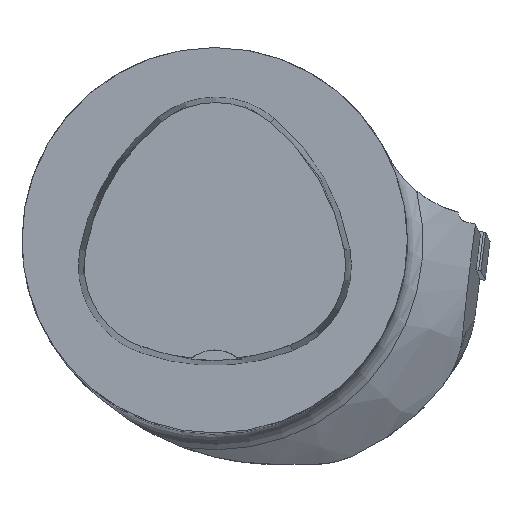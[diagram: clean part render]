
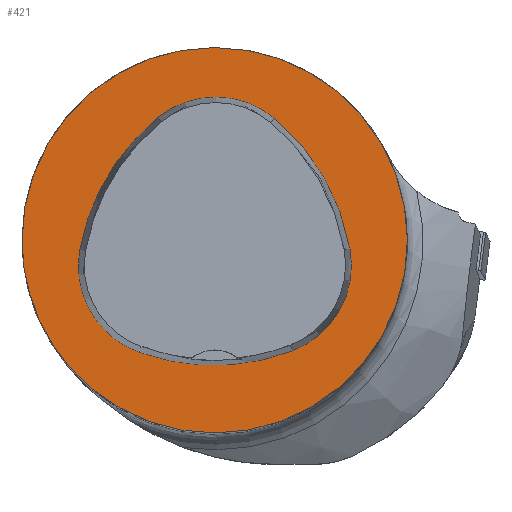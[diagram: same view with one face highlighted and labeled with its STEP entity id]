
A CAD part, top view. The second image highlights one B-rep face of the part: STEP entity #421.
In plain terms, the highlighted planar face has unit normal (0, 0, 1).
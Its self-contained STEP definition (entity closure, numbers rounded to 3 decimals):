
#112=FACE_BOUND('',#578,.T.);
#113=FACE_BOUND('',#579,.T.);
#165=PLANE('',#1563);
#421=ADVANCED_FACE('',(#112,#113),#165,.T.);
#578=EDGE_LOOP('',(#941,#942,#943,#944,#945,#946));
#579=EDGE_LOOP('',(#947));
#629=CIRCLE('',#1508,31.5);
#636=CIRCLE('',#1541,36.);
#638=CIRCLE('',#1544,15.);
#640=CIRCLE('',#1547,36.);
#642=CIRCLE('',#1550,15.);
#646=CIRCLE('',#1555,36.);
#648=CIRCLE('',#1558,15.);
#941=ORIENTED_EDGE('',*,*,#1313,.T.);
#942=ORIENTED_EDGE('',*,*,#1293,.T.);
#943=ORIENTED_EDGE('',*,*,#1297,.T.);
#944=ORIENTED_EDGE('',*,*,#1300,.T.);
#945=ORIENTED_EDGE('',*,*,#1303,.T.);
#946=ORIENTED_EDGE('',*,*,#1311,.T.);
#947=ORIENTED_EDGE('',*,*,#1256,.F.);
#1109=VERTEX_POINT('',#2354);
#1129=VERTEX_POINT('',#2460);
#1130=VERTEX_POINT('',#2461);
#1133=VERTEX_POINT('',#2469);
#1135=VERTEX_POINT('',#2475);
#1137=VERTEX_POINT('',#2481);
#1144=VERTEX_POINT('',#2502);
#1256=EDGE_CURVE('',#1109,#1109,#629,.T.);
#1293=EDGE_CURVE('',#1129,#1130,#636,.T.);
#1297=EDGE_CURVE('',#1130,#1133,#638,.T.);
#1300=EDGE_CURVE('',#1133,#1135,#640,.T.);
#1303=EDGE_CURVE('',#1135,#1137,#642,.T.);
#1311=EDGE_CURVE('',#1137,#1144,#646,.T.);
#1313=EDGE_CURVE('',#1144,#1129,#648,.T.);
#1508=AXIS2_PLACEMENT_3D('',#2353,#1755,#1756);
#1541=AXIS2_PLACEMENT_3D('',#2459,#1844,#1845);
#1544=AXIS2_PLACEMENT_3D('',#2468,#1852,#1853);
#1547=AXIS2_PLACEMENT_3D('',#2474,#1859,#1860);
#1550=AXIS2_PLACEMENT_3D('',#2480,#1866,#1867);
#1555=AXIS2_PLACEMENT_3D('',#2503,#1878,#1879);
#1558=AXIS2_PLACEMENT_3D('',#2506,#1884,#1885);
#1563=AXIS2_PLACEMENT_3D('',#2511,#1894,#1895);
#1755=DIRECTION('',(0.,0.,-1.));
#1756=DIRECTION('',(-1.,0.,0.));
#1844=DIRECTION('',(0.,0.,-1.));
#1845=DIRECTION('',(-1.,0.,0.));
#1852=DIRECTION('',(0.,0.,-1.));
#1853=DIRECTION('',(-1.,0.,0.));
#1859=DIRECTION('',(0.,0.,-1.));
#1860=DIRECTION('',(-1.,0.,0.));
#1866=DIRECTION('',(0.,0.,-1.));
#1867=DIRECTION('',(-1.,0.,0.));
#1878=DIRECTION('',(0.,0.,-1.));
#1879=DIRECTION('',(-1.,0.,0.));
#1884=DIRECTION('',(0.,0.,-1.));
#1885=DIRECTION('',(-1.,0.,0.));
#1894=DIRECTION('',(0.,0.,1.));
#1895=DIRECTION('',(1.,0.,0.));
#2353=CARTESIAN_POINT('',(0.,0.,0.));
#2354=CARTESIAN_POINT('',(-31.5,0.,0.));
#2459=CARTESIAN_POINT('',(13.398,-7.893,0.));
#2460=CARTESIAN_POINT('',(-22.041,-1.562,0.));
#2461=CARTESIAN_POINT('',(-9.317,20.036,0.));
#2468=CARTESIAN_POINT('',(0.148,8.399,0.));
#2469=CARTESIAN_POINT('',(9.779,19.898,0.));
#2474=CARTESIAN_POINT('',(-13.337,-7.7,0.));
#2475=CARTESIAN_POINT('',(22.122,-1.48,0.));
#2480=CARTESIAN_POINT('',(7.347,-4.071,0.));
#2481=CARTESIAN_POINT('',(12.693,-18.087,0.));
#2502=CARTESIAN_POINT('',(-12.373,-18.307,0.));
#2503=CARTESIAN_POINT('',(-0.137,15.55,0.));
#2506=CARTESIAN_POINT('',(-7.275,-4.2,0.));
#2511=CARTESIAN_POINT('',(0.,0.,0.));
